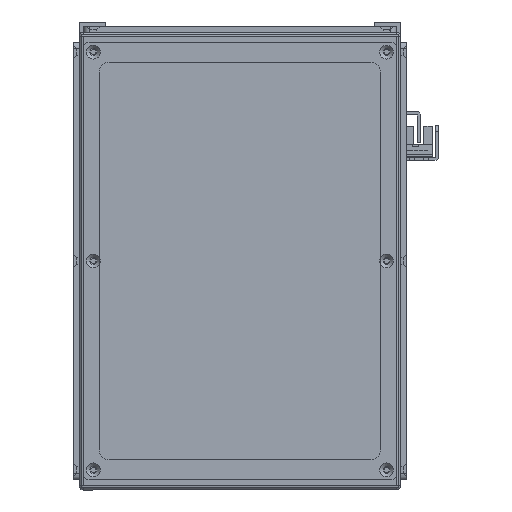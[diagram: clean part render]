
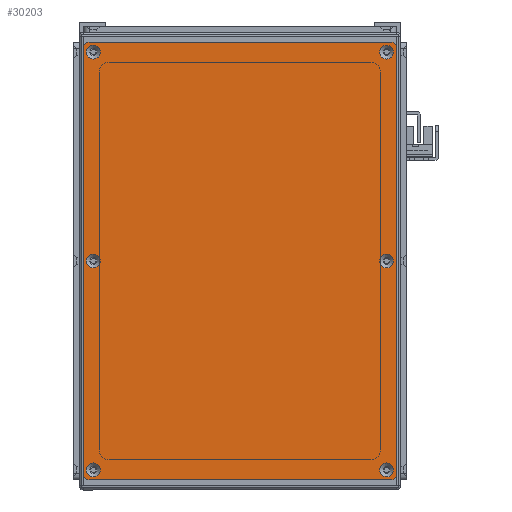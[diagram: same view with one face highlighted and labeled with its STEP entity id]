
A CAD part, front view. The second image highlights one B-rep face of the part: STEP entity #30203.
In plain terms, the highlighted planar face has unit normal (0, -1, 0).
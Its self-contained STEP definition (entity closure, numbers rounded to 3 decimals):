
#578=FACE_BOUND('',#6728,.T.);
#579=FACE_BOUND('',#6729,.T.);
#580=FACE_BOUND('',#6730,.T.);
#581=FACE_BOUND('',#6731,.T.);
#582=FACE_BOUND('',#6732,.T.);
#583=FACE_BOUND('',#6733,.T.);
#2114=PLANE('',#33557);
#4787=FACE_OUTER_BOUND('',#6727,.T.);
#6727=EDGE_LOOP('',(#28421,#28422,#28423,#28424,#28425,#28426,#28427,#28428));
#6728=EDGE_LOOP('',(#28429));
#6729=EDGE_LOOP('',(#28430));
#6730=EDGE_LOOP('',(#28431));
#6731=EDGE_LOOP('',(#28432));
#6732=EDGE_LOOP('',(#28433));
#6733=EDGE_LOOP('',(#28434));
#9143=LINE('',#53884,#11546);
#9144=LINE('',#53888,#11547);
#9145=LINE('',#53892,#11548);
#9146=LINE('',#53895,#11549);
#11546=VECTOR('',#41935,10.);
#11547=VECTOR('',#41938,10.);
#11548=VECTOR('',#41941,10.);
#11549=VECTOR('',#41944,10.);
#12949=CIRCLE('',#33525,3.45);
#12952=CIRCLE('',#33530,3.45);
#12955=CIRCLE('',#33535,3.45);
#12958=CIRCLE('',#33540,3.45);
#12961=CIRCLE('',#33545,3.45);
#12964=CIRCLE('',#33550,3.45);
#12967=CIRCLE('',#33555,3.);
#12969=CIRCLE('',#33558,3.);
#12970=CIRCLE('',#33559,3.);
#12971=CIRCLE('',#33560,3.);
#15770=VERTEX_POINT('',#53814);
#15773=VERTEX_POINT('',#53824);
#15776=VERTEX_POINT('',#53834);
#15779=VERTEX_POINT('',#53844);
#15782=VERTEX_POINT('',#53854);
#15785=VERTEX_POINT('',#53864);
#15788=VERTEX_POINT('',#53874);
#15789=VERTEX_POINT('',#53875);
#15792=VERTEX_POINT('',#53883);
#15793=VERTEX_POINT('',#53885);
#15794=VERTEX_POINT('',#53887);
#15795=VERTEX_POINT('',#53889);
#15796=VERTEX_POINT('',#53891);
#15797=VERTEX_POINT('',#53893);
#19979=EDGE_CURVE('',#15770,#15770,#12949,.T.);
#19984=EDGE_CURVE('',#15773,#15773,#12952,.T.);
#19989=EDGE_CURVE('',#15776,#15776,#12955,.T.);
#19994=EDGE_CURVE('',#15779,#15779,#12958,.T.);
#19999=EDGE_CURVE('',#15782,#15782,#12961,.T.);
#20004=EDGE_CURVE('',#15785,#15785,#12964,.T.);
#20009=EDGE_CURVE('',#15788,#15789,#12967,.T.);
#20013=EDGE_CURVE('',#15788,#15792,#9143,.T.);
#20014=EDGE_CURVE('',#15793,#15792,#12969,.T.);
#20015=EDGE_CURVE('',#15793,#15794,#9144,.T.);
#20016=EDGE_CURVE('',#15795,#15794,#12970,.T.);
#20017=EDGE_CURVE('',#15795,#15796,#9145,.T.);
#20018=EDGE_CURVE('',#15797,#15796,#12971,.T.);
#20019=EDGE_CURVE('',#15797,#15789,#9146,.T.);
#28421=ORIENTED_EDGE('',*,*,#20009,.F.);
#28422=ORIENTED_EDGE('',*,*,#20013,.T.);
#28423=ORIENTED_EDGE('',*,*,#20014,.F.);
#28424=ORIENTED_EDGE('',*,*,#20015,.T.);
#28425=ORIENTED_EDGE('',*,*,#20016,.F.);
#28426=ORIENTED_EDGE('',*,*,#20017,.T.);
#28427=ORIENTED_EDGE('',*,*,#20018,.F.);
#28428=ORIENTED_EDGE('',*,*,#20019,.T.);
#28429=ORIENTED_EDGE('',*,*,#19979,.T.);
#28430=ORIENTED_EDGE('',*,*,#19984,.T.);
#28431=ORIENTED_EDGE('',*,*,#19989,.T.);
#28432=ORIENTED_EDGE('',*,*,#19994,.T.);
#28433=ORIENTED_EDGE('',*,*,#19999,.T.);
#28434=ORIENTED_EDGE('',*,*,#20004,.T.);
#30203=ADVANCED_FACE('',(#4787,#578,#579,#580,#581,#582,#583),#2114,.T.);
#33525=AXIS2_PLACEMENT_3D('',#53815,#41855,#41856);
#33530=AXIS2_PLACEMENT_3D('',#53825,#41867,#41868);
#33535=AXIS2_PLACEMENT_3D('',#53835,#41879,#41880);
#33540=AXIS2_PLACEMENT_3D('',#53845,#41891,#41892);
#33545=AXIS2_PLACEMENT_3D('',#53855,#41903,#41904);
#33550=AXIS2_PLACEMENT_3D('',#53865,#41915,#41916);
#33555=AXIS2_PLACEMENT_3D('',#53876,#41927,#41928);
#33557=AXIS2_PLACEMENT_3D('',#53882,#41933,#41934);
#33558=AXIS2_PLACEMENT_3D('',#53886,#41936,#41937);
#33559=AXIS2_PLACEMENT_3D('',#53890,#41939,#41940);
#33560=AXIS2_PLACEMENT_3D('',#53894,#41942,#41943);
#41855=DIRECTION('center_axis',(0.,1.,0.));
#41856=DIRECTION('ref_axis',(1.,0.,0.));
#41867=DIRECTION('center_axis',(0.,1.,0.));
#41868=DIRECTION('ref_axis',(1.,0.,0.));
#41879=DIRECTION('center_axis',(0.,1.,0.));
#41880=DIRECTION('ref_axis',(1.,0.,0.));
#41891=DIRECTION('center_axis',(0.,1.,0.));
#41892=DIRECTION('ref_axis',(1.,0.,0.));
#41903=DIRECTION('center_axis',(0.,1.,0.));
#41904=DIRECTION('ref_axis',(1.,0.,0.));
#41915=DIRECTION('center_axis',(0.,1.,0.));
#41916=DIRECTION('ref_axis',(1.,0.,0.));
#41927=DIRECTION('center_axis',(0.,1.,0.));
#41928=DIRECTION('ref_axis',(-0.707,0.,0.707));
#41933=DIRECTION('center_axis',(0.,-1.,0.));
#41934=DIRECTION('ref_axis',(0.,0.,-1.));
#41935=DIRECTION('',(0.,0.,-1.));
#41936=DIRECTION('center_axis',(0.,1.,0.));
#41937=DIRECTION('ref_axis',(-0.707,0.,-0.707));
#41938=DIRECTION('',(1.,0.,0.));
#41939=DIRECTION('center_axis',(0.,1.,0.));
#41940=DIRECTION('ref_axis',(0.707,0.,-0.707));
#41941=DIRECTION('',(0.,0.,1.));
#41942=DIRECTION('center_axis',(0.,1.,0.));
#41943=DIRECTION('ref_axis',(0.707,0.,0.707));
#41944=DIRECTION('',(-1.,0.,0.));
#53814=CARTESIAN_POINT('',(100.55,-1.5,73.));
#53815=CARTESIAN_POINT('Origin',(104.,-1.5,73.));
#53824=CARTESIAN_POINT('',(-107.45,-1.5,-73.));
#53825=CARTESIAN_POINT('Origin',(-104.,-1.5,-73.));
#53834=CARTESIAN_POINT('',(-3.45,-1.5,73.));
#53835=CARTESIAN_POINT('Origin',(0.,-1.5,73.));
#53844=CARTESIAN_POINT('',(-3.45,-1.5,-73.));
#53845=CARTESIAN_POINT('Origin',(0.,-1.5,-73.));
#53854=CARTESIAN_POINT('',(-107.45,-1.5,73.));
#53855=CARTESIAN_POINT('Origin',(-104.,-1.5,73.));
#53864=CARTESIAN_POINT('',(100.55,-1.5,-73.));
#53865=CARTESIAN_POINT('Origin',(104.,-1.5,-73.));
#53874=CARTESIAN_POINT('',(-109.,-1.5,75.));
#53875=CARTESIAN_POINT('',(-106.,-1.5,78.));
#53876=CARTESIAN_POINT('Origin',(-106.,-1.5,75.));
#53882=CARTESIAN_POINT('Origin',(0.,-1.5,0.));
#53883=CARTESIAN_POINT('',(-109.,-1.5,-75.));
#53884=CARTESIAN_POINT('',(-109.,-1.5,78.));
#53885=CARTESIAN_POINT('',(-106.,-1.5,-78.));
#53886=CARTESIAN_POINT('Origin',(-106.,-1.5,-75.));
#53887=CARTESIAN_POINT('',(106.,-1.5,-78.));
#53888=CARTESIAN_POINT('',(-109.,-1.5,-78.));
#53889=CARTESIAN_POINT('',(109.,-1.5,-75.));
#53890=CARTESIAN_POINT('Origin',(106.,-1.5,-75.));
#53891=CARTESIAN_POINT('',(109.,-1.5,75.));
#53892=CARTESIAN_POINT('',(109.,-1.5,-78.));
#53893=CARTESIAN_POINT('',(106.,-1.5,78.));
#53894=CARTESIAN_POINT('Origin',(106.,-1.5,75.));
#53895=CARTESIAN_POINT('',(109.,-1.5,78.));
